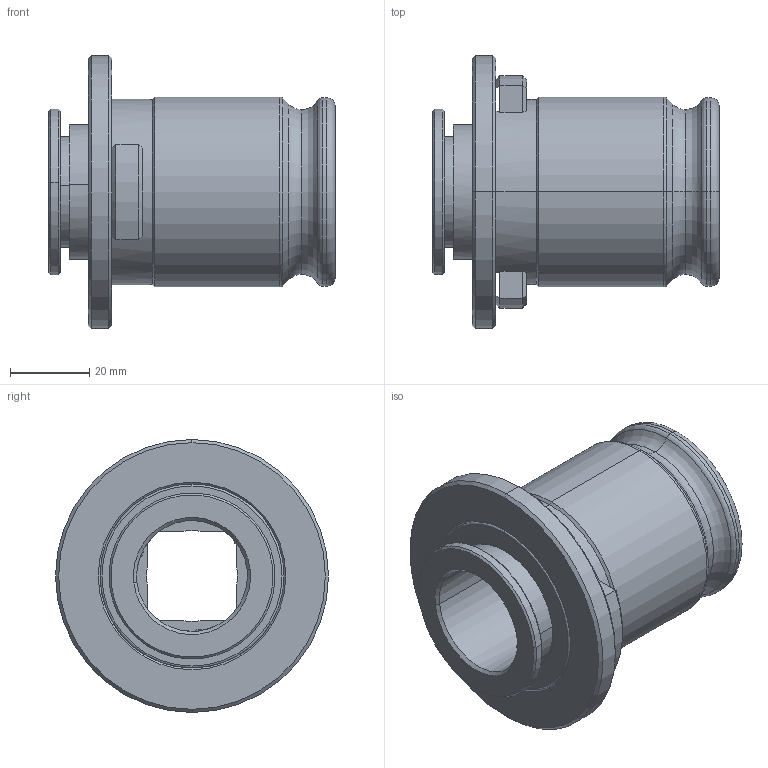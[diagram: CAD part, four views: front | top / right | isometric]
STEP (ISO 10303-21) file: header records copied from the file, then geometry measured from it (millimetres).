
FILE_DESCRIPTION (( 'STEP AP203' ), '1' );
FILE_NAME ('37-S.16.03.2822.STEP', '2019-04-16T05:44:36', ( 'Acer' ), ( '' ), 'SwSTEP 2.0', 'SolidWorks 2018', '' );
FILE_SCHEMA (( 'CONFIG_CONTROL_DESIGN' ));
Length unit declared in the file: millimetre
Products named in the file (1): 37-S.16.03.2822
Bounding box: 72.5 x 69 x 69 mm (x, y, z)
Surface area: 24247.1 mm2 (no closed solid volume)
Topology: 0 solids, 8 shells, 109 faces, 313 edges, 206 vertices
Faces by surface type: cylinder 34, plane 27, cone 24, torus 18, sphere 6
Entity records: 3837 total; most frequent: CARTESIAN_POINT 1037, DIRECTION 608, ORIENTED_EDGE 507, EDGE_CURVE 298, AXIS2_PLACEMENT_3D 248, VERTEX_POINT 197, CIRCLE 138, EDGE_LOOP 117
